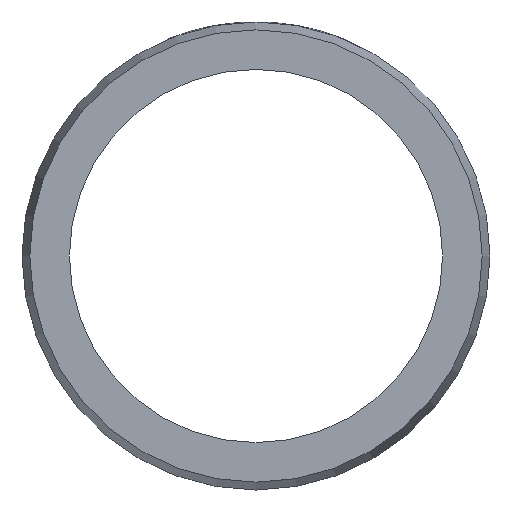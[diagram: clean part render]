
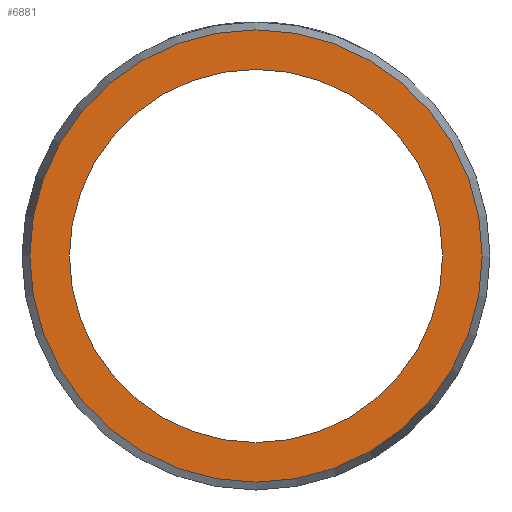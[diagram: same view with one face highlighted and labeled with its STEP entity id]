
A CAD part, left-side view. The second image highlights one B-rep face of the part: STEP entity #6881.
In plain terms, the highlighted planar face has unit normal (-1, 0, 0).
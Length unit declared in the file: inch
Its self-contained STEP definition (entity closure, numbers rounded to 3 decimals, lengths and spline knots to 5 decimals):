
#84=FACE_BOUND('',#1195,.T.);
#202=PLANE('',#7263);
#782=FACE_OUTER_BOUND('',#1194,.T.);
#1194=EDGE_LOOP('',(#6435,#6436));
#1195=EDGE_LOOP('',(#6437,#6438));
#2230=CIRCLE('',#7261,1.435);
#2231=CIRCLE('',#7262,1.435);
#2232=CIRCLE('',#7264,1.73921);
#2233=CIRCLE('',#7265,1.73921);
#3336=VERTEX_POINT('',#16630);
#3337=VERTEX_POINT('',#16632);
#3338=VERTEX_POINT('',#16636);
#3339=VERTEX_POINT('',#16637);
#4370=EDGE_CURVE('',#3337,#3336,#2230,.T.);
#4371=EDGE_CURVE('',#3336,#3337,#2231,.T.);
#4372=EDGE_CURVE('',#3338,#3339,#2232,.T.);
#4373=EDGE_CURVE('',#3339,#3338,#2233,.T.);
#6435=ORIENTED_EDGE('',*,*,#4372,.F.);
#6436=ORIENTED_EDGE('',*,*,#4373,.F.);
#6437=ORIENTED_EDGE('',*,*,#4370,.T.);
#6438=ORIENTED_EDGE('',*,*,#4371,.T.);
#6881=ADVANCED_FACE('',(#782,#84),#202,.T.);
#7261=AXIS2_PLACEMENT_3D('',#16633,#8416,#8417);
#7262=AXIS2_PLACEMENT_3D('',#16634,#8418,#8419);
#7263=AXIS2_PLACEMENT_3D('',#16635,#8420,#8421);
#7264=AXIS2_PLACEMENT_3D('',#16638,#8422,#8423);
#7265=AXIS2_PLACEMENT_3D('',#16639,#8424,#8425);
#8416=DIRECTION('center_axis',(1.,0.,0.));
#8417=DIRECTION('ref_axis',(0.,1.,0.));
#8418=DIRECTION('center_axis',(1.,0.,0.));
#8419=DIRECTION('ref_axis',(0.,1.,0.));
#8420=DIRECTION('center_axis',(-1.,0.,0.));
#8421=DIRECTION('ref_axis',(0.,0.,1.));
#8422=DIRECTION('center_axis',(1.,0.,0.));
#8423=DIRECTION('ref_axis',(0.,1.,0.));
#8424=DIRECTION('center_axis',(1.,0.,0.));
#8425=DIRECTION('ref_axis',(0.,1.,0.));
#16630=CARTESIAN_POINT('',(0.,-1.435,0.));
#16632=CARTESIAN_POINT('',(0.,1.435,0.));
#16633=CARTESIAN_POINT('Origin',(0.,0.,0.));
#16634=CARTESIAN_POINT('Origin',(0.,0.,0.));
#16635=CARTESIAN_POINT('Origin',(0.,1.58711,
0.));
#16636=CARTESIAN_POINT('',(0.,1.73921,0.));
#16637=CARTESIAN_POINT('',(0.,-1.73921,0.));
#16638=CARTESIAN_POINT('Origin',(0.,0.,0.));
#16639=CARTESIAN_POINT('Origin',(0.,0.,0.));
